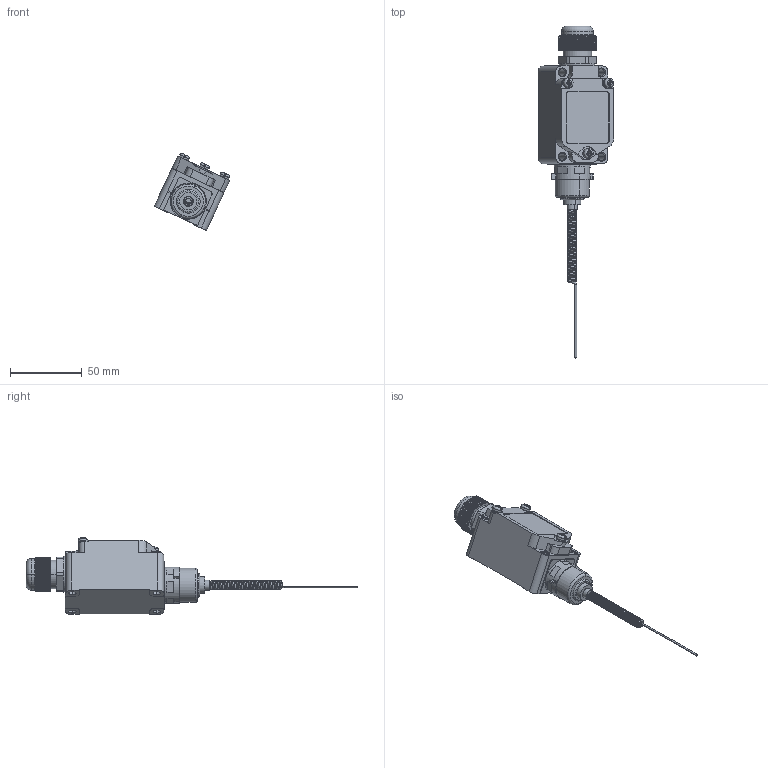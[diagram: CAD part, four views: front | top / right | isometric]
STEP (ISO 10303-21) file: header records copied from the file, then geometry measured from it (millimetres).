
FILE_DESCRIPTION((''),'2;1');
FILE_NAME('ASM0001_ASM','2024-11-22T',('Administrator'),('zyb.com'),'PRO/ENGINEER BY PARAMETRIC TECHNOLOGY CORPORATION, 2010280','PRO/ENGINEER BY PARAMETRIC TECHNOLOGY CORPORATION, 2010280','');
FILE_SCHEMA(('CONFIG_CONTROL_DESIGN'));
Length unit declared in the file: millimetre
Products named in the file (3): Y20241122001; LA167-Z5-169; ASM0001_ASM
Assembly tree (2 placements, depth 2):
  ASM0001_ASM
    Y20241122001
    LA167-Z5-169
Bounding box: 52.52 x 231 x 53.55 mm (x, y, z)
Volume: 111473.6 mm3; surface area: 26622.7 mm2
Topology: 3 solids, 3 shells, 609 faces, 1686 edges, 1104 vertices
Faces by surface type: plane 371, cylinder 186, bspline 26, torus 22, cone 4
Entity records: 36027 total; most frequent: CARTESIAN_POINT 20752, ORIENTED_EDGE 3372, DIRECTION 2940, EDGE_CURVE 1686, VERTEX_POINT 1104, AXIS2_PLACEMENT_3D 1009, VECTOR 922, LINE 922
